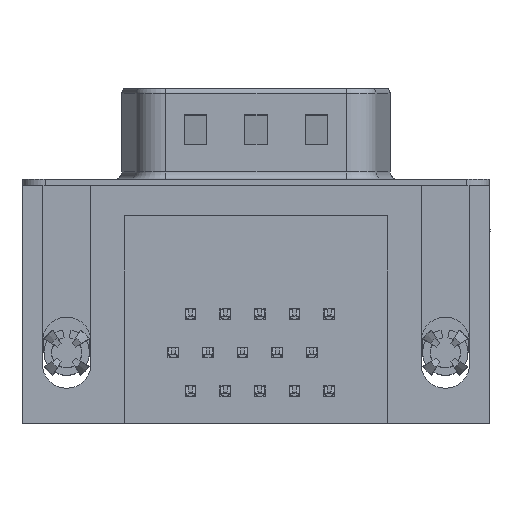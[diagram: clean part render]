
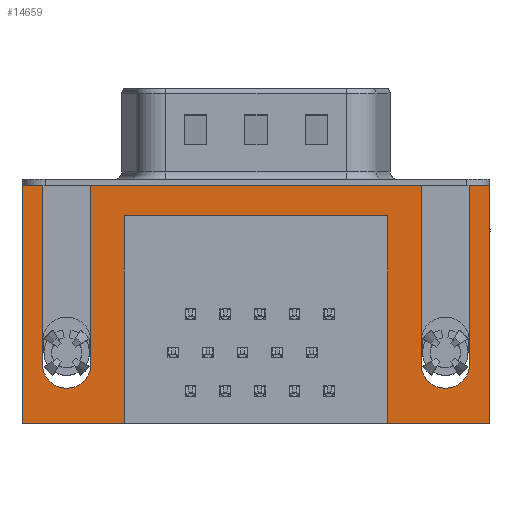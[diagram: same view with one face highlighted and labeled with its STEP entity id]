
A CAD part, front view. The second image highlights one B-rep face of the part: STEP entity #14659.
In plain terms, the highlighted planar face has unit normal (0, -1, 0).
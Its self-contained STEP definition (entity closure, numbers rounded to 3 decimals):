
#286 = VECTOR ( 'NONE', #17465, 1000. ) ;
#332 = VECTOR ( 'NONE', #19719, 1000. ) ;
#641 = DIRECTION ( 'NONE',  ( 0., 0., 1. ) ) ;
#881 = LINE ( 'NONE', #11978, #286 ) ;
#920 = LINE ( 'NONE', #14117, #332 ) ;
#1186 = VERTEX_POINT ( 'NONE', #15545 ) ;
#1671 = VERTEX_POINT ( 'NONE', #10393 ) ;
#1757 = CIRCLE ( 'NONE', #6364, 1.6 ) ;
#1934 = EDGE_CURVE ( 'NONE', #15230, #13272, #4357, .T. ) ;
#2074 = EDGE_CURVE ( 'NONE', #14683, #6401, #5755, .T. ) ;
#2272 = VERTEX_POINT ( 'NONE', #7879 ) ;
#2678 = EDGE_CURVE ( 'NONE', #13650, #16073, #881, .T. ) ;
#3040 = CARTESIAN_POINT ( 'NONE',  ( -2.91, -6.275, -2.5 ) ) ;
#3050 = ORIENTED_EDGE ( 'NONE', *, *, #16047, .F. ) ;
#3117 = CARTESIAN_POINT ( 'NONE',  ( -2.91, -6.275, -15.7 ) ) ;
#3169 = DIRECTION ( 'NONE',  ( 0., 0., 1. ) ) ;
#3256 = ORIENTED_EDGE ( 'NONE', *, *, #16576, .F. ) ;
#3277 = EDGE_CURVE ( 'NONE', #7663, #4740, #23404, .T. ) ;
#3370 = CARTESIAN_POINT ( 'NONE',  ( 21.2, -6.275, -15.7 ) ) ;
#3449 = VECTOR ( 'NONE', #17578, 1000. ) ;
#3518 = VERTEX_POINT ( 'NONE', #7269 ) ;
#3539 = CARTESIAN_POINT ( 'NONE',  ( -1.6, -6.275, 0. ) ) ;
#3710 = EDGE_CURVE ( 'NONE', #2272, #1186, #23383, .T. ) ;
#3745 = CARTESIAN_POINT ( 'NONE',  ( 26.59, -6.275, 0. ) ) ;
#3770 = LINE ( 'NONE', #13561, #16574 ) ;
#4120 = VECTOR ( 'NONE', #13046, 1000. ) ;
#4270 = LINE ( 'NONE', #21200, #23091 ) ;
#4357 = LINE ( 'NONE', #11124, #22627 ) ;
#4667 = CARTESIAN_POINT ( 'NONE',  ( 3.79, -6.275, -2. ) ) ;
#4720 = LINE ( 'NONE', #18037, #23546 ) ;
#4736 = VERTEX_POINT ( 'NONE', #8034 ) ;
#4740 = VERTEX_POINT ( 'NONE', #15379 ) ;
#5175 = DIRECTION ( 'NONE',  ( 0., -1., 0. ) ) ;
#5261 = DIRECTION ( 'NONE',  ( 0., 0., 1. ) ) ;
#5316 = CARTESIAN_POINT ( 'NONE',  ( 0., -6.275, -11.78 ) ) ;
#5359 = CARTESIAN_POINT ( 'NONE',  ( -2.91, -6.275, 0. ) ) ;
#5389 = ORIENTED_EDGE ( 'NONE', *, *, #17523, .F. ) ;
#5426 = LINE ( 'NONE', #12260, #9697 ) ;
#5755 = LINE ( 'NONE', #6066, #14867 ) ;
#5868 = EDGE_LOOP ( 'NONE', ( #20023, #3050, #13881, #20951, #7407, #16587, #9281, #3256, #14958, #18824, #10773, #5389, #12318, #12319, #14128, #20980, #8365, #8804 ) ) ;
#5948 = CARTESIAN_POINT ( 'NONE',  ( -2.91, -6.275, 0. ) ) ;
#6066 = CARTESIAN_POINT ( 'NONE',  ( -2.91, -6.275, -2.5 ) ) ;
#6116 = CARTESIAN_POINT ( 'NONE',  ( 0., -6.275, -11.78 ) ) ;
#6364 = AXIS2_PLACEMENT_3D ( 'NONE', #6116, #18908, #7964 ) ;
#6401 = VERTEX_POINT ( 'NONE', #5948 ) ;
#7152 = DIRECTION ( 'NONE',  ( 0., 0., -1. ) ) ;
#7269 = CARTESIAN_POINT ( 'NONE',  ( 23.39, -6.275, -11.78 ) ) ;
#7279 = DIRECTION ( 'NONE',  ( 1., 0., 0. ) ) ;
#7407 = ORIENTED_EDGE ( 'NONE', *, *, #3710, .F. ) ;
#7663 = VERTEX_POINT ( 'NONE', #3539 ) ;
#7821 = DIRECTION ( 'NONE',  ( 1., 0., 0. ) ) ;
#7879 = CARTESIAN_POINT ( 'NONE',  ( 1.6, -6.275, 0. ) ) ;
#7888 = VECTOR ( 'NONE', #20959, 1000. ) ;
#7964 = DIRECTION ( 'NONE',  ( 0., 0., -1. ) ) ;
#8034 = CARTESIAN_POINT ( 'NONE',  ( 26.59, -6.275, -11.78 ) ) ;
#8258 = CARTESIAN_POINT ( 'NONE',  ( 3.79, -6.275, -2. ) ) ;
#8329 = DIRECTION ( 'NONE',  ( -1., 0., 0. ) ) ;
#8365 = ORIENTED_EDGE ( 'NONE', *, *, #14648, .T. ) ;
#8380 = EDGE_CURVE ( 'NONE', #1186, #3518, #3770, .T. ) ;
#8725 = EDGE_CURVE ( 'NONE', #1671, #8962, #1757, .T. ) ;
#8804 = ORIENTED_EDGE ( 'NONE', *, *, #15498, .F. ) ;
#8962 = VERTEX_POINT ( 'NONE', #17774 ) ;
#9281 = ORIENTED_EDGE ( 'NONE', *, *, #8725, .F. ) ;
#9362 = CARTESIAN_POINT ( 'NONE',  ( 1.6, -6.275, 0. ) ) ;
#9697 = VECTOR ( 'NONE', #3169, 1000. ) ;
#10028 = CARTESIAN_POINT ( 'NONE',  ( 27.9, -6.275, -15.7 ) ) ;
#10340 = DIRECTION ( 'NONE',  ( 0., 0., -1. ) ) ;
#10393 = CARTESIAN_POINT ( 'NONE',  ( 0., -6.275, -13.38 ) ) ;
#10732 = CIRCLE ( 'NONE', #12036, 1.6 ) ;
#10757 = DIRECTION ( 'NONE',  ( 0., -1., 0. ) ) ;
#10773 = ORIENTED_EDGE ( 'NONE', *, *, #2074, .F. ) ;
#11124 = CARTESIAN_POINT ( 'NONE',  ( 3.79, -6.275, -2. ) ) ;
#11316 = LINE ( 'NONE', #8258, #20449 ) ;
#11351 = CIRCLE ( 'NONE', #23156, 1.6 ) ;
#11978 = CARTESIAN_POINT ( 'NONE',  ( 27.9, -6.275, -15.7 ) ) ;
#12036 = AXIS2_PLACEMENT_3D ( 'NONE', #5316, #18093, #7152 ) ;
#12114 = DIRECTION ( 'NONE',  ( 0., 0., 1. ) ) ;
#12137 = AXIS2_PLACEMENT_3D ( 'NONE', #21694, #10757, #23512 ) ;
#12260 = CARTESIAN_POINT ( 'NONE',  ( 26.59, -6.275, 0. ) ) ;
#12318 = ORIENTED_EDGE ( 'NONE', *, *, #1934, .F. ) ;
#12319 = ORIENTED_EDGE ( 'NONE', *, *, #12337, .F. ) ;
#12337 = EDGE_CURVE ( 'NONE', #22318, #15230, #11316, .T. ) ;
#12515 = LINE ( 'NONE', #5359, #21637 ) ;
#12746 = LINE ( 'NONE', #10028, #7888 ) ;
#12878 = DIRECTION ( 'NONE',  ( 0., 0., -1. ) ) ;
#13046 = DIRECTION ( 'NONE',  ( 0., 0., 1. ) ) ;
#13237 = CARTESIAN_POINT ( 'NONE',  ( 3.79, -6.275, -15.7 ) ) ;
#13272 = VERTEX_POINT ( 'NONE', #13237 ) ;
#13561 = CARTESIAN_POINT ( 'NONE',  ( 23.39, -6.275, 0. ) ) ;
#13650 = VERTEX_POINT ( 'NONE', #19702 ) ;
#13685 = VECTOR ( 'NONE', #7821, 1000. ) ;
#13881 = ORIENTED_EDGE ( 'NONE', *, *, #22416, .F. ) ;
#14117 = CARTESIAN_POINT ( 'NONE',  ( -2.91, -6.275, 0. ) ) ;
#14128 = ORIENTED_EDGE ( 'NONE', *, *, #17156, .F. ) ;
#14402 = AXIS2_PLACEMENT_3D ( 'NONE', #3040, #21277, #10340 ) ;
#14427 = CARTESIAN_POINT ( 'NONE',  ( 24.99, -6.275, -13.38 ) ) ;
#14648 = EDGE_CURVE ( 'NONE', #13650, #18403, #4270, .T. ) ;
#14659 = ADVANCED_FACE ( 'NONE', ( #22541 ), #15773, .T. ) ;
#14683 = VERTEX_POINT ( 'NONE', #3117 ) ;
#14867 = VECTOR ( 'NONE', #641, 1000. ) ;
#14958 = ORIENTED_EDGE ( 'NONE', *, *, #3277, .F. ) ;
#15230 = VERTEX_POINT ( 'NONE', #4667 ) ;
#15379 = CARTESIAN_POINT ( 'NONE',  ( -1.6, -6.275, -11.78 ) ) ;
#15498 = EDGE_CURVE ( 'NONE', #17911, #18403, #12515, .T. ) ;
#15545 = CARTESIAN_POINT ( 'NONE',  ( 23.39, -6.275, 0. ) ) ;
#15730 = CARTESIAN_POINT ( 'NONE',  ( -1.6, -6.275, 0. ) ) ;
#15773 = PLANE ( 'NONE',  #14402 ) ;
#16047 = EDGE_CURVE ( 'NONE', #19878, #4736, #11351, .T. ) ;
#16073 = VERTEX_POINT ( 'NONE', #3370 ) ;
#16104 = CARTESIAN_POINT ( 'NONE',  ( 24.99, -6.275, -11.78 ) ) ;
#16574 = VECTOR ( 'NONE', #20909, 1000. ) ;
#16576 = EDGE_CURVE ( 'NONE', #4740, #1671, #10732, .T. ) ;
#16587 = ORIENTED_EDGE ( 'NONE', *, *, #18995, .F. ) ;
#16917 = CARTESIAN_POINT ( 'NONE',  ( -2.91, -6.275, 0. ) ) ;
#17156 = EDGE_CURVE ( 'NONE', #16073, #22318, #4720, .T. ) ;
#17465 = DIRECTION ( 'NONE',  ( -1., 0., 0. ) ) ;
#17523 = EDGE_CURVE ( 'NONE', #13272, #14683, #12746, .T. ) ;
#17578 = DIRECTION ( 'NONE',  ( 0., 0., -1. ) ) ;
#17774 = CARTESIAN_POINT ( 'NONE',  ( 1.6, -6.275, -11.78 ) ) ;
#17911 = VERTEX_POINT ( 'NONE', #3745 ) ;
#17957 = DIRECTION ( 'NONE',  ( 0., 0., 1. ) ) ;
#18037 = CARTESIAN_POINT ( 'NONE',  ( 21.2, -6.275, -2. ) ) ;
#18093 = DIRECTION ( 'NONE',  ( 0., -1., 0. ) ) ;
#18403 = VERTEX_POINT ( 'NONE', #20209 ) ;
#18669 = LINE ( 'NONE', #9362, #4120 ) ;
#18824 = ORIENTED_EDGE ( 'NONE', *, *, #19795, .F. ) ;
#18908 = DIRECTION ( 'NONE',  ( 0., -1., 0. ) ) ;
#18995 = EDGE_CURVE ( 'NONE', #8962, #2272, #18669, .T. ) ;
#19621 = CARTESIAN_POINT ( 'NONE',  ( 21.2, -6.275, -2. ) ) ;
#19702 = CARTESIAN_POINT ( 'NONE',  ( 27.9, -6.275, -15.7 ) ) ;
#19719 = DIRECTION ( 'NONE',  ( 1., 0., 0. ) ) ;
#19795 = EDGE_CURVE ( 'NONE', #6401, #7663, #920, .T. ) ;
#19878 = VERTEX_POINT ( 'NONE', #14427 ) ;
#20023 = ORIENTED_EDGE ( 'NONE', *, *, #21015, .F. ) ;
#20209 = CARTESIAN_POINT ( 'NONE',  ( 27.9, -6.275, 0. ) ) ;
#20449 = VECTOR ( 'NONE', #8329, 1000. ) ;
#20909 = DIRECTION ( 'NONE',  ( 0., 0., -1. ) ) ;
#20951 = ORIENTED_EDGE ( 'NONE', *, *, #8380, .F. ) ;
#20959 = DIRECTION ( 'NONE',  ( -1., 0., 0. ) ) ;
#20980 = ORIENTED_EDGE ( 'NONE', *, *, #2678, .F. ) ;
#21015 = EDGE_CURVE ( 'NONE', #4736, #17911, #5426, .T. ) ;
#21200 = CARTESIAN_POINT ( 'NONE',  ( 27.9, -6.275, -2.5 ) ) ;
#21277 = DIRECTION ( 'NONE',  ( 0., -1., 0. ) ) ;
#21637 = VECTOR ( 'NONE', #7279, 1000. ) ;
#21694 = CARTESIAN_POINT ( 'NONE',  ( 24.99, -6.275, -11.78 ) ) ;
#22318 = VERTEX_POINT ( 'NONE', #19621 ) ;
#22416 = EDGE_CURVE ( 'NONE', #3518, #19878, #23461, .T. ) ;
#22541 = FACE_OUTER_BOUND ( 'NONE', #5868, .T. ) ;
#22627 = VECTOR ( 'NONE', #12878, 1000. ) ;
#23091 = VECTOR ( 'NONE', #12114, 1000. ) ;
#23156 = AXIS2_PLACEMENT_3D ( 'NONE', #16104, #5175, #17957 ) ;
#23383 = LINE ( 'NONE', #16917, #13685 ) ;
#23404 = LINE ( 'NONE', #15730, #3449 ) ;
#23461 = CIRCLE ( 'NONE', #12137, 1.6 ) ;
#23512 = DIRECTION ( 'NONE',  ( 0., 0., 1. ) ) ;
#23546 = VECTOR ( 'NONE', #5261, 1000. ) ;
